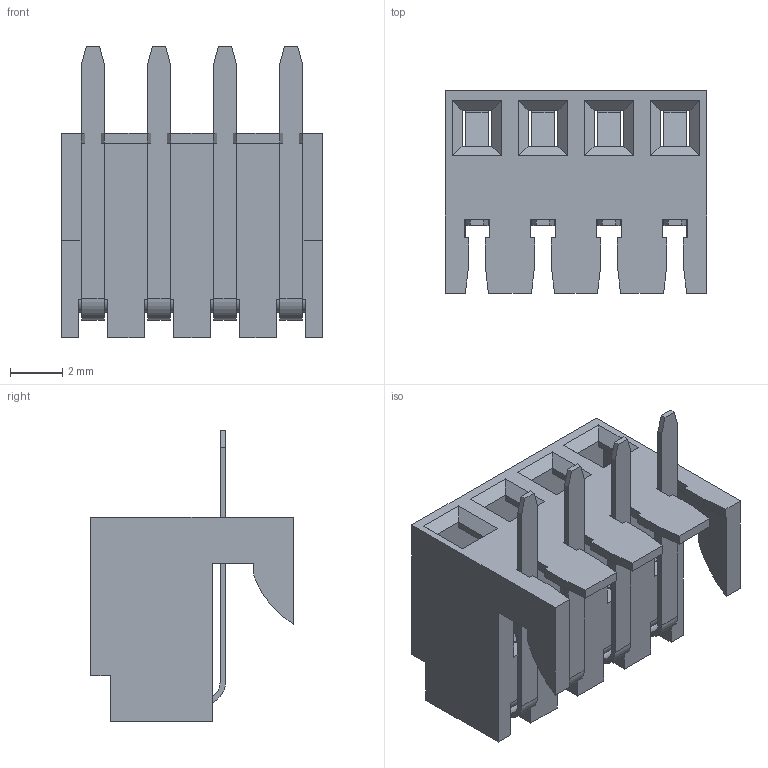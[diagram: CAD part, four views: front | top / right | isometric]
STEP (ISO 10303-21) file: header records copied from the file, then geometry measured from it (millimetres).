
FILE_DESCRIPTION((''),'2;1');
FILE_NAME('022142044','2014-10-13T',('me'),(''),'PRO/ENGINEER BY PARAMETRIC TECHNOLOGY CORPORATION, 2011490','PRO/ENGINEER BY PARAMETRIC TECHNOLOGY CORPORATION, 2011490','');
FILE_SCHEMA(('CONFIG_CONTROL_DESIGN'));
Length unit declared in the file: inch
Products named in the file (1): 022142044
Bounding box: 10.06 x 7.8 x 11.23 mm (x, y, z)
Volume: 181.5 mm3; surface area: 767.8 mm2
Topology: 1 solids, 1 shells, 246 faces, 706 edges, 466 vertices
Faces by surface type: plane 206, cylinder 40
Entity records: 7999 total; most frequent: CARTESIAN_POINT 1411, ORIENTED_EDGE 1396, DIRECTION 1296, EDGE_CURVE 698, VECTOR 610, LINE 610, VERTEX_POINT 458, AXIS2_PLACEMENT_3D 343
